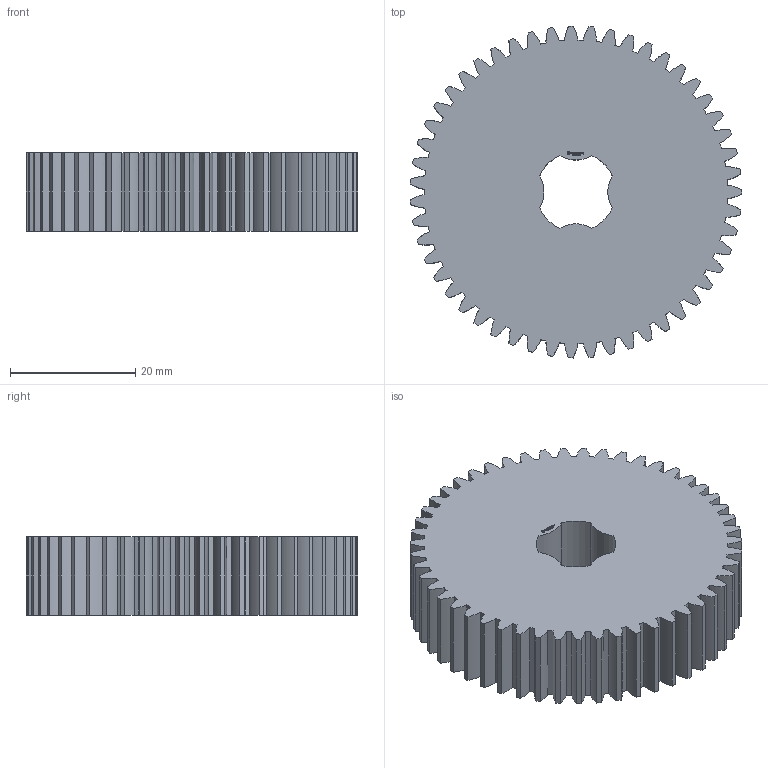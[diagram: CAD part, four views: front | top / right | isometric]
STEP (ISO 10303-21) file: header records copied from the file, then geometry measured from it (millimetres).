
FILE_DESCRIPTION(('FreeCAD Model'),'2;1');
FILE_NAME('Open CASCADE Shape Model','2024-03-10T18:19:03',(''),(''), 'Open CASCADE STEP processor 7.6','FreeCAD','Unknown');
FILE_SCHEMA(('AUTOMOTIVE_DESIGN { 1 0 10303 214 1 1 1 1 }'));
Products named in the file (1): Gear Wheel PLN TTH51 BU01.00 SFT-SHD - SPN-GWH-0184 (stemfie.org)
Bounding box: 52.97 x 52.99 x 12.5 mm (x, y, z)
Volume: 24005.1 mm3; surface area: 8408.9 mm2
Topology: 1 solids, 1 shells, 670 faces, 1908 edges, 1272 vertices
Faces by surface type: extrusion 332, plane 330, cylinder 8
Entity records: 60725 total; most frequent: CARTESIAN_POINT 20177, DIRECTION 5422, VECTOR 4696, LINE 4364, ORIENTED_EDGE 3816, PCURVE 3816, DEFINITIONAL_REPRESENTATION 3816, EDGE_CURVE 1908
